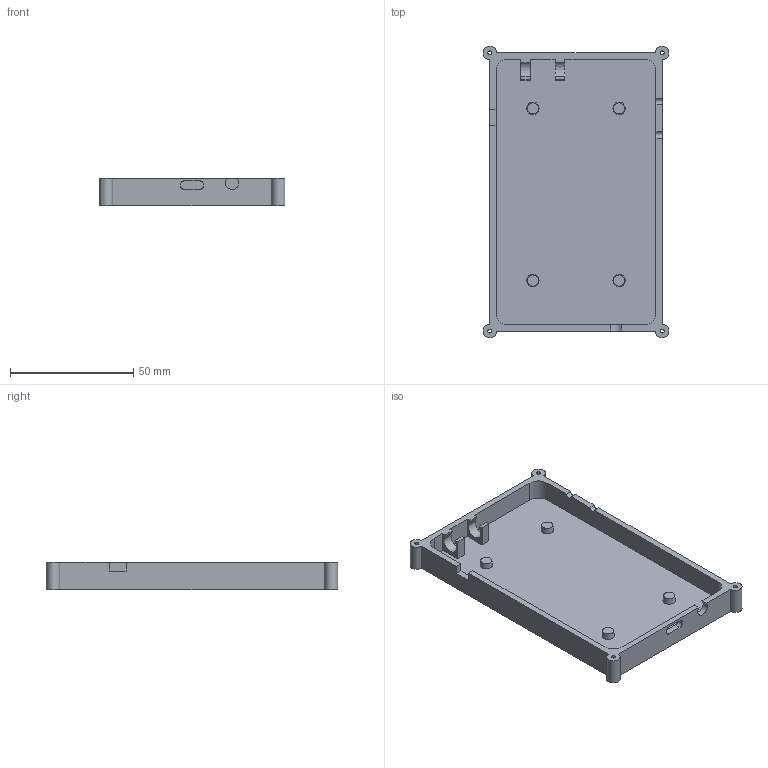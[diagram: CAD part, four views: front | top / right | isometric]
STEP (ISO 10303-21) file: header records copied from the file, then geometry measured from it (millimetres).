
FILE_DESCRIPTION(('FreeCAD Model'),'2;1');
FILE_NAME('Open CASCADE Shape Model','2025-03-12T13:14:12',('Author'),( ''),'Open CASCADE STEP processor 7.7','FreeCAD','Unknown');
FILE_SCHEMA(('AUTOMOTIVE_DESIGN { 1 0 10303 214 1 1 1 1 }'));
Length unit declared in the file: millimetre
Products named in the file (1): bot
Bounding box: 75.5 x 118.5 x 11 mm (x, y, z)
Volume: 28323.3 mm3; surface area: 23784.7 mm2
Topology: 1 solids, 1 shells, 76 faces, 202 edges, 136 vertices
Faces by surface type: plane 47, cylinder 25, cone 4
Full cylindrical faces by diameter (mm): 1.6 x4, 4 x4
Entity records: 2420 total; most frequent: CARTESIAN_POINT 419, DIRECTION 414, ORIENTED_EDGE 404, EDGE_CURVE 202, AXIS2_PLACEMENT_3D 139, VERTEX_POINT 136, LINE 136, VECTOR 136
